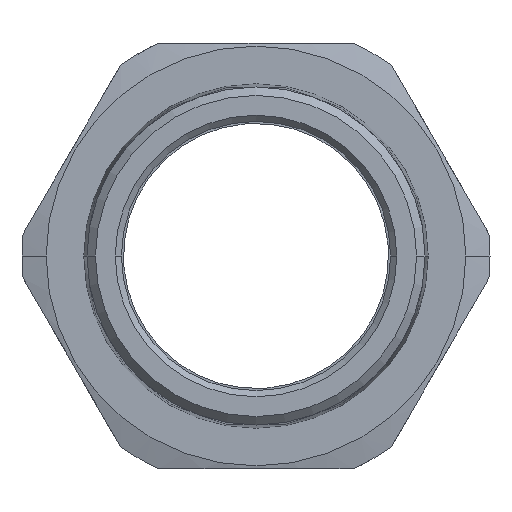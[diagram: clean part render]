
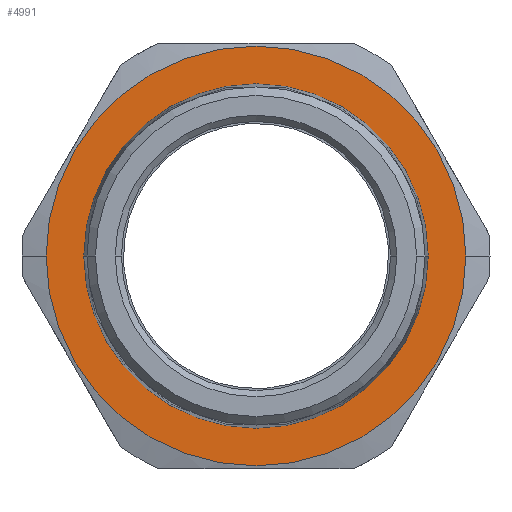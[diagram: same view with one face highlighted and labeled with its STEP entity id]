
A CAD part, left-side view. The second image highlights one B-rep face of the part: STEP entity #4991.
In plain terms, the highlighted planar face has unit normal (-1, 0, 0).
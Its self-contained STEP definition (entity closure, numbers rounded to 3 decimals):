
#35 = DIRECTION ( 'NONE',  ( 0., -1., 0. ) ) ;
#56 = PLANE ( 'NONE',  #2768 ) ;
#80 = ORIENTED_EDGE ( 'NONE', *, *, #782, .F. ) ;
#104 = DIRECTION ( 'NONE',  ( 1., 0., 0. ) ) ;
#241 = DIRECTION ( 'NONE',  ( 1., 0., 0. ) ) ;
#338 = CARTESIAN_POINT ( 'NONE',  ( -2.075, 0., 0. ) ) ;
#515 = CARTESIAN_POINT ( 'NONE',  ( -2.075, 25.65, 0. ) ) ;
#519 = EDGE_LOOP ( 'NONE', ( #4294, #1167 ) ) ;
#622 = DIRECTION ( 'NONE',  ( 0., -1., 0. ) ) ;
#674 = CIRCLE ( 'NONE', #2251, 25.65 ) ;
#689 = CARTESIAN_POINT ( 'NONE',  ( -2.075, 0., 0. ) ) ;
#782 = EDGE_CURVE ( 'NONE', #1983, #1261, #2345, .T. ) ;
#784 = CARTESIAN_POINT ( 'NONE',  ( -2.075, -25.65, 0. ) ) ;
#1014 = DIRECTION ( 'NONE',  ( 0., -1., 0. ) ) ;
#1167 = ORIENTED_EDGE ( 'NONE', *, *, #3837, .T. ) ;
#1261 = VERTEX_POINT ( 'NONE', #784 ) ;
#1392 = CARTESIAN_POINT ( 'NONE',  ( -2.075, 0., 0. ) ) ;
#1411 = DIRECTION ( 'NONE',  ( 0., -1., 0. ) ) ;
#1502 = AXIS2_PLACEMENT_3D ( 'NONE', #3807, #241, #1014 ) ;
#1561 = EDGE_LOOP ( 'NONE', ( #2605, #80 ) ) ;
#1758 = VERTEX_POINT ( 'NONE', #1779 ) ;
#1779 = CARTESIAN_POINT ( 'NONE',  ( -2.075, 21.045, 0. ) ) ;
#1807 = VERTEX_POINT ( 'NONE', #4220 ) ;
#1837 = EDGE_CURVE ( 'NONE', #1807, #1758, #4438, .T. ) ;
#1983 = VERTEX_POINT ( 'NONE', #515 ) ;
#2251 = AXIS2_PLACEMENT_3D ( 'NONE', #1392, #2965, #1411 ) ;
#2345 = CIRCLE ( 'NONE', #4424, 25.65 ) ;
#2397 = CARTESIAN_POINT ( 'NONE',  ( -2.075, 0., 28.6 ) ) ;
#2605 = ORIENTED_EDGE ( 'NONE', *, *, #4114, .F. ) ;
#2768 = AXIS2_PLACEMENT_3D ( 'NONE', #2397, #104, #35 ) ;
#2965 = DIRECTION ( 'NONE',  ( 1., 0., 0. ) ) ;
#3103 = DIRECTION ( 'NONE',  ( 1., 0., 0. ) ) ;
#3382 = DIRECTION ( 'NONE',  ( 1., 0., 0. ) ) ;
#3508 = CIRCLE ( 'NONE', #4393, 21.045 ) ;
#3752 = FACE_OUTER_BOUND ( 'NONE', #1561, .T. ) ;
#3807 = CARTESIAN_POINT ( 'NONE',  ( -2.075, 0., 0. ) ) ;
#3837 = EDGE_CURVE ( 'NONE', #1758, #1807, #3508, .T. ) ;
#3943 = FACE_BOUND ( 'NONE', #519, .T. ) ;
#4114 = EDGE_CURVE ( 'NONE', #1261, #1983, #674, .T. ) ;
#4220 = CARTESIAN_POINT ( 'NONE',  ( -2.075, -21.045, 0. ) ) ;
#4279 = DIRECTION ( 'NONE',  ( 0., -1., 0. ) ) ;
#4294 = ORIENTED_EDGE ( 'NONE', *, *, #1837, .T. ) ;
#4393 = AXIS2_PLACEMENT_3D ( 'NONE', #338, #3103, #4279 ) ;
#4424 = AXIS2_PLACEMENT_3D ( 'NONE', #689, #3382, #622 ) ;
#4438 = CIRCLE ( 'NONE', #1502, 21.045 ) ;
#4991 = ADVANCED_FACE ( 'NONE', ( #3943, #3752 ), #56, .F. ) ;
